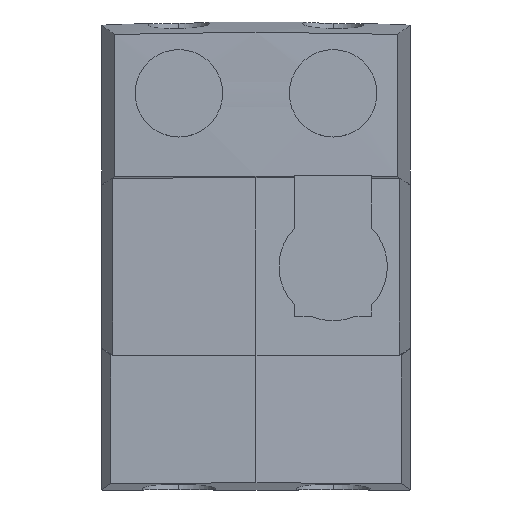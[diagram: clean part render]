
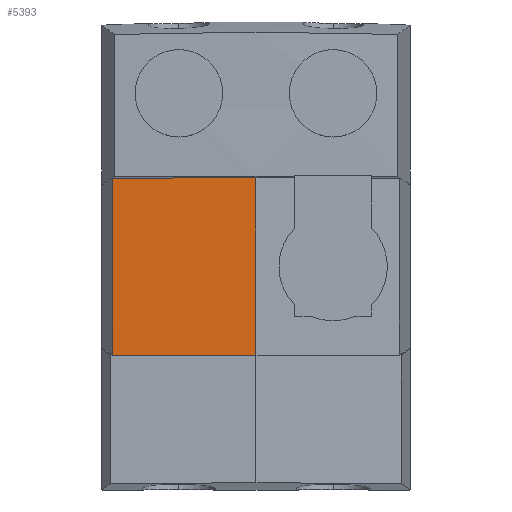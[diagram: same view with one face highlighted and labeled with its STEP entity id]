
A CAD part, top view. The second image highlights one B-rep face of the part: STEP entity #5393.
In plain terms, the highlighted cylindrical face has radius 2500 mm (diameter 5000 mm), a partial arc.
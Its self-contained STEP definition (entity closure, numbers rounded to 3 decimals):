
#61 = DIRECTION ( 'NONE',  ( 0., 1., 0. ) ) ;
#247 = ORIENTED_EDGE ( 'NONE', *, *, #4688, .F. ) ;
#343 = CARTESIAN_POINT ( 'NONE',  ( 0., -80., -2407.818 ) ) ;
#351 = VECTOR ( 'NONE', #61, 1000. ) ;
#446 = AXIS2_PLACEMENT_3D ( 'NONE', #343, #5349, #4493 ) ;
#448 = CARTESIAN_POINT ( 'NONE',  ( -77.555, 71.994, 91.28 ) ) ;
#478 = EDGE_LOOP ( 'NONE', ( #931, #1030, #702, #247 ) ) ;
#702 = ORIENTED_EDGE ( 'NONE', *, *, #4851, .F. ) ;
#931 = ORIENTED_EDGE ( 'NONE', *, *, #4182, .F. ) ;
#959 = CARTESIAN_POINT ( 'NONE',  ( 0., 72.116, 92.182 ) ) ;
#1030 = ORIENTED_EDGE ( 'NONE', *, *, #2274, .T. ) ;
#1200 = CARTESIAN_POINT ( 'NONE',  ( -116.333, -71.751, 89.474 ) ) ;
#1368 = VECTOR ( 'NONE', #3316, 1000. ) ;
#1440 = CARTESIAN_POINT ( 'NONE',  ( -116.333, -80., 89.474 ) ) ;
#1471 = CARTESIAN_POINT ( 'NONE',  ( 0., 72.116, 92.182 ) ) ;
#2025 = CARTESIAN_POINT ( 'NONE',  ( 0., -72.116, 92.182 ) ) ;
#2274 = EDGE_CURVE ( 'NONE', #2722, #4723, #5021, .T. ) ;
#2542 = CARTESIAN_POINT ( 'NONE',  ( -38.778, 72.116, 92.182 ) ) ;
#2665 = CARTESIAN_POINT ( 'NONE',  ( 0., -72.116, 92.182 ) ) ;
#2722 = VERTEX_POINT ( 'NONE', #2665 ) ;
#2917 = CARTESIAN_POINT ( 'NONE',  ( -96.977, -71.872, 90.376 ) ) ;
#3049 = VERTEX_POINT ( 'NONE', #5164 ) ;
#3062 = CARTESIAN_POINT ( 'NONE',  ( -116.333, 71.751, 89.474 ) ) ;
#3316 = DIRECTION ( 'NONE',  ( 0., 1., 0. ) ) ;
#3567 = LINE ( 'NONE', #1440, #351 ) ;
#3810 = CARTESIAN_POINT ( 'NONE',  ( -19.422, -72.116, 92.182 ) ) ;
#3891 = B_SPLINE_CURVE_WITH_KNOTS ( 'NONE', 3,
 ( #2025, #3810, #5017, #2917, #1200 ),
 .UNSPECIFIED., .F., .F.,
 ( 4, 1, 4 ),
 ( 9.558, 9.616, 9.674 ),
 .UNSPECIFIED. ) ;
#4022 = VERTEX_POINT ( 'NONE', #4311 ) ;
#4182 = EDGE_CURVE ( 'NONE', #2722, #3049, #3891, .T. ) ;
#4311 = CARTESIAN_POINT ( 'NONE',  ( -116.333, 71.751, 89.474 ) ) ;
#4493 = DIRECTION ( 'NONE',  ( 0., 0., 1. ) ) ;
#4688 = EDGE_CURVE ( 'NONE', #3049, #4022, #3567, .T. ) ;
#4723 = VERTEX_POINT ( 'NONE', #1471 ) ;
#4851 = EDGE_CURVE ( 'NONE', #4022, #4723, #5350, .T. ) ;
#4931 = CARTESIAN_POINT ( 'NONE',  ( 0., -80., 92.182 ) ) ;
#4948 = FACE_OUTER_BOUND ( 'NONE', #478, .T. ) ;
#5002 = CYLINDRICAL_SURFACE ( 'NONE', #446, 2500. ) ;
#5017 = CARTESIAN_POINT ( 'NONE',  ( -58.233, -72.055, 91.729 ) ) ;
#5021 = LINE ( 'NONE', #4931, #1368 ) ;
#5164 = CARTESIAN_POINT ( 'NONE',  ( -116.333, -71.751, 89.474 ) ) ;
#5349 = DIRECTION ( 'NONE',  ( 0., 1., 0. ) ) ;
#5350 = B_SPLINE_CURVE_WITH_KNOTS ( 'NONE', 3,
 ( #3062, #448, #2542, #959 ),
 .UNSPECIFIED., .F., .F.,
 ( 4, 4 ),
 ( 0.014, 0.13 ),
 .UNSPECIFIED. ) ;
#5393 = ADVANCED_FACE ( 'NONE', ( #4948 ), #5002, .T. ) ;
